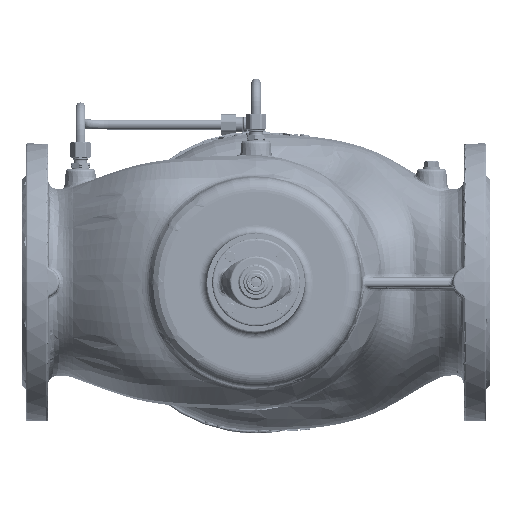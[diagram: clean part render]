
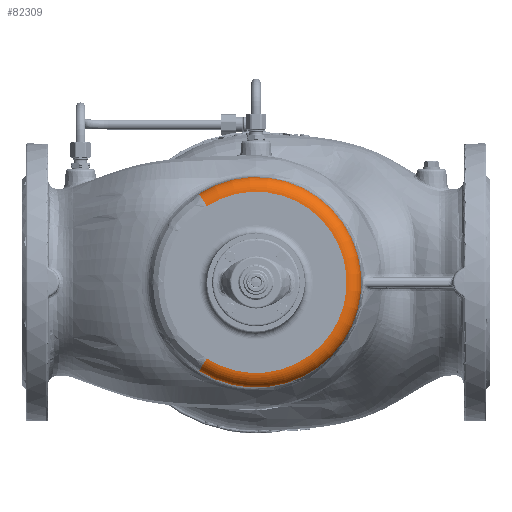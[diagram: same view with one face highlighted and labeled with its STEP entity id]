
A CAD part, front view. The second image highlights one B-rep face of the part: STEP entity #82309.
In plain terms, the highlighted toroidal (fillet/blend) face has major radius 93.015 mm and minor radius 15 mm.
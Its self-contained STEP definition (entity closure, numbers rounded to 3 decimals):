
#15277=CARTESIAN_POINT('',(-50.367,-154.,-78.198));
#15278=DIRECTION('',(0.841,0.,-0.541));
#15279=DIRECTION('',(0.,-1.,0.));
#15280=AXIS2_PLACEMENT_3D('',#15277,#15278,#15279);
#15282=CARTESIAN_POINT('',(0.,-169.,0.));
#15283=DIRECTION('',(0.,-1.,0.));
#15284=DIRECTION('',(-0.541,0.,-0.841));
#15285=AXIS2_PLACEMENT_3D('',#15282,#15283,#15284);
#15287=CARTESIAN_POINT('',(0.,-154.523,0.));
#15288=DIRECTION('',(0.,-1.,0.));
#15289=DIRECTION('',(-0.541,0.,-0.841));
#15290=AXIS2_PLACEMENT_3D('',#15287,#15288,#15289);
#15417=CARTESIAN_POINT('',(-50.367,-154.,78.198));
#15418=DIRECTION('',(-0.841,0.,-0.541));
#15419=DIRECTION('',(0.,-1.,0.));
#15420=AXIS2_PLACEMENT_3D('',#15417,#15418,#15419);
#30190=CARTESIAN_POINT('',(-50.367,-169.,78.198));
#30191=CARTESIAN_POINT('',(-58.484,-154.523,
90.801));
#30192=VERTEX_POINT('',#30190);
#30193=VERTEX_POINT('',#30191);
#31012=CARTESIAN_POINT('',(-50.367,-169.,-78.198));
#31013=CARTESIAN_POINT('',(-58.484,-154.523,
-90.801));
#31014=VERTEX_POINT('',#31012);
#31015=VERTEX_POINT('',#31013);
#82295=CARTESIAN_POINT('',(0.,-154.,0.));
#82296=DIRECTION('',(0.,-1.,0.));
#82297=DIRECTION('',(1.,0.,-0.001));
#82298=AXIS2_PLACEMENT_3D('',#82295,#82296,#82297);
#82299=TOROIDAL_SURFACE('',#82298,93.015,15.);
#82301=ORIENTED_EDGE('',*,*,#82300,.F.);
#82303=ORIENTED_EDGE('',*,*,#82302,.F.);
#82304=ORIENTED_EDGE('',*,*,#72729,.T.);
#82306=ORIENTED_EDGE('',*,*,#82305,.T.);
#82307=EDGE_LOOP('',(#82301,#82303,#82304,#82306));
#82308=FACE_OUTER_BOUND('',#82307,.F.);
#82309=ADVANCED_FACE('',(#82308),#82299,.T.);
#15281=CIRCLE('',#15280,15.);
#15286=CIRCLE('',#15285,93.015);
#15291=CIRCLE('',#15290,108.006);
#15421=CIRCLE('',#15420,15.);
#72729=EDGE_CURVE('',#31014,#30192,#15286,.T.);
#82300=EDGE_CURVE('',#31015,#30193,#15291,.T.);
#82302=EDGE_CURVE('',#31014,#31015,#15281,.T.);
#82305=EDGE_CURVE('',#30192,#30193,#15421,.T.);
